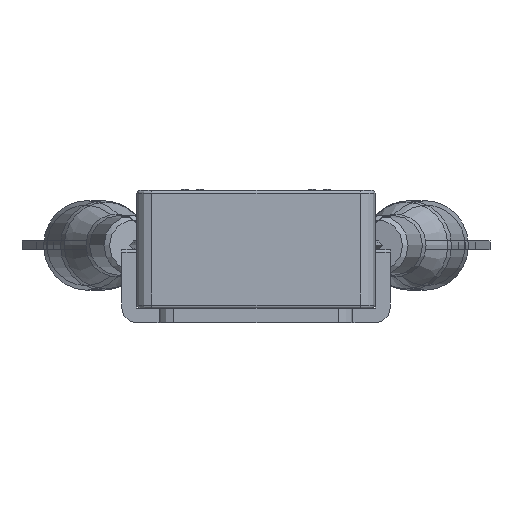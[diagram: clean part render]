
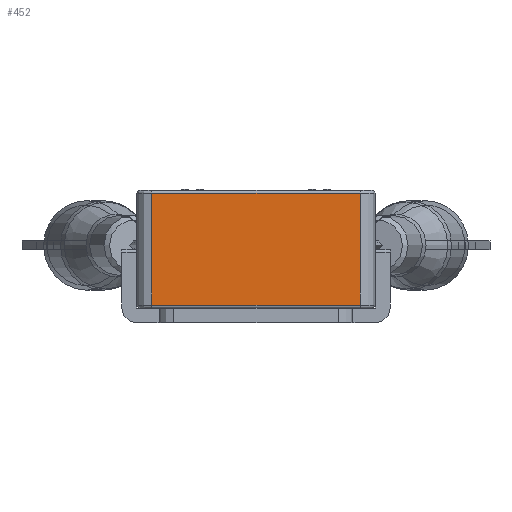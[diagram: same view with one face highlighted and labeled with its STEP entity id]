
A CAD part, left-side view. The second image highlights one B-rep face of the part: STEP entity #452.
In plain terms, the highlighted planar face has unit normal (-1, 0, 0).
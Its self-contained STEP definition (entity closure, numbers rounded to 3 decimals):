
#452 = ADVANCED_FACE( '', ( #1013 ), #1014, .F. );
#1013 = FACE_OUTER_BOUND( '', #1733, .T. );
#1014 = PLANE( '', #1734 );
#1733 = EDGE_LOOP( '', ( #3059, #3060, #3061, #3062 ) );
#1734 = AXIS2_PLACEMENT_3D( '', #3063, #3064, #3065 );
#3059 = ORIENTED_EDGE( '', *, *, #4064, .T. );
#3060 = ORIENTED_EDGE( '', *, *, #4269, .T. );
#3061 = ORIENTED_EDGE( '', *, *, #4102, .T. );
#3062 = ORIENTED_EDGE( '', *, *, #3996, .T. );
#3063 = CARTESIAN_POINT( '', ( -0.4, 7., 3.95 ) );
#3064 = DIRECTION( '', ( 1., 0., 0. ) );
#3065 = DIRECTION( '', ( 0., 1., 0. ) );
#3996 = EDGE_CURVE( '', #4804, #4809, #4811, .T. );
#4064 = EDGE_CURVE( '', #4809, #4922, #4924, .F. );
#4102 = EDGE_CURVE( '', #4983, #4804, #4984, .T. );
#4269 = EDGE_CURVE( '', #4922, #4983, #5219, .F. );
#4804 = VERTEX_POINT( '', #5946 );
#4809 = VERTEX_POINT( '', #5952 );
#4811 = LINE( '', #5954, #5955 );
#4922 = VERTEX_POINT( '', #6130 );
#4924 = LINE( '', #6132, #6133 );
#4983 = VERTEX_POINT( '', #6219 );
#4984 = LINE( '', #6220, #6221 );
#5219 = LINE( '', #6560, #6561 );
#5946 = CARTESIAN_POINT( '', ( -0.4, 7., -3.75 ) );
#5952 = CARTESIAN_POINT( '', ( -0.4, -7., -3.75 ) );
#5954 = CARTESIAN_POINT( '', ( -0.4, 7., -3.75 ) );
#5955 = VECTOR( '', #7201, 1000. );
#6130 = CARTESIAN_POINT( '', ( -0.4, -7., 3.75 ) );
#6132 = CARTESIAN_POINT( '', ( -0.4, -7., 3.95 ) );
#6133 = VECTOR( '', #7298, 1000. );
#6219 = CARTESIAN_POINT( '', ( -0.4, 7., 3.75 ) );
#6220 = CARTESIAN_POINT( '', ( -0.4, 7., 3.95 ) );
#6221 = VECTOR( '', #7343, 1000. );
#6560 = CARTESIAN_POINT( '', ( -0.4, 7., 3.75 ) );
#6561 = VECTOR( '', #7554, 1000. );
#7201 = DIRECTION( '', ( 0., -1., 0. ) );
#7298 = DIRECTION( '', ( 0., 0., -1. ) );
#7343 = DIRECTION( '', ( 0., 0., -1. ) );
#7554 = DIRECTION( '', ( 0., -1., 0. ) );
